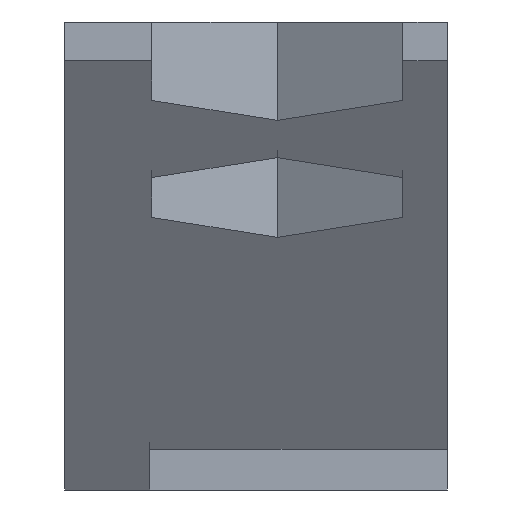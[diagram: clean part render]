
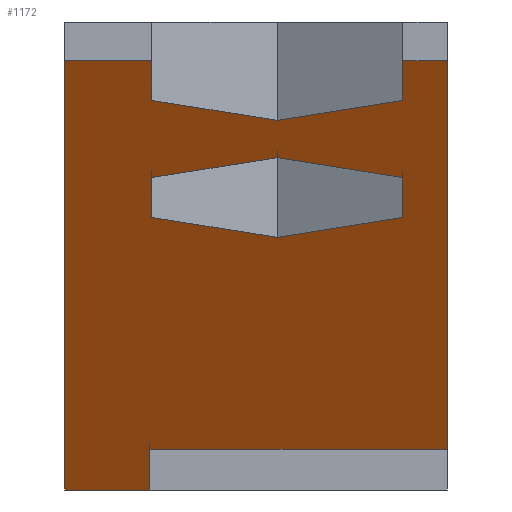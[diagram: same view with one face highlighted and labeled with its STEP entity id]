
A CAD part, left-side view. The second image highlights one B-rep face of the part: STEP entity #1172.
In plain terms, the highlighted planar face has unit normal (-0.265, 0, -0.964).
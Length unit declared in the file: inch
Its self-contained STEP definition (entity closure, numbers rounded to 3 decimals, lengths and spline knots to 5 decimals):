
#59=FACE_BOUND('',#191,.T.);
#110=FACE_OUTER_BOUND('',#190,.T.);
#190=EDGE_LOOP('',(#1017,#1018,#1019,#1020,#1021,#1022,#1023,#1024,#1025,
#1026,#1027));
#191=EDGE_LOOP('',(#1028,#1029,#1030,#1031,#1032,#1033));
#201=LINE('',#1579,#344);
#211=LINE('',#1599,#354);
#213=LINE('',#1603,#356);
#233=LINE('',#1642,#376);
#235=LINE('',#1653,#378);
#240=LINE('',#1663,#383);
#247=LINE('',#1688,#390);
#251=LINE('',#1696,#394);
#254=LINE('',#1702,#397);
#257=LINE('',#1708,#400);
#260=LINE('',#1714,#403);
#263=LINE('',#1719,#406);
#265=LINE('',#1726,#408);
#267=LINE('',#1730,#410);
#269=LINE('',#1734,#412);
#271=LINE('',#1737,#414);
#335=LINE('',#1876,#478);
#344=VECTOR('',#1282,0.3937);
#354=VECTOR('',#1298,0.3937);
#356=VECTOR('',#1302,0.3937);
#376=VECTOR('',#1324,0.3937);
#378=VECTOR('',#1334,0.3937);
#383=VECTOR('',#1341,0.3937);
#390=VECTOR('',#1362,0.3937);
#394=VECTOR('',#1368,0.3937);
#397=VECTOR('',#1373,0.3937);
#400=VECTOR('',#1378,0.3937);
#403=VECTOR('',#1383,0.3937);
#406=VECTOR('',#1388,0.3937);
#408=VECTOR('',#1396,0.3937);
#410=VECTOR('',#1400,0.3937);
#412=VECTOR('',#1404,0.3937);
#414=VECTOR('',#1408,0.3937);
#478=VECTOR('',#1540,0.3937);
#487=VERTEX_POINT('',#1577);
#488=VERTEX_POINT('',#1578);
#495=VERTEX_POINT('',#1598);
#496=VERTEX_POINT('',#1602);
#514=VERTEX_POINT('',#1640);
#518=VERTEX_POINT('',#1650);
#520=VERTEX_POINT('',#1656);
#523=VERTEX_POINT('',#1661);
#533=VERTEX_POINT('',#1686);
#534=VERTEX_POINT('',#1687);
#537=VERTEX_POINT('',#1695);
#539=VERTEX_POINT('',#1701);
#541=VERTEX_POINT('',#1707);
#543=VERTEX_POINT('',#1713);
#546=VERTEX_POINT('',#1725);
#547=VERTEX_POINT('',#1729);
#548=VERTEX_POINT('',#1733);
#593=EDGE_CURVE('',#487,#488,#201,.T.);
#603=EDGE_CURVE('',#488,#495,#211,.T.);
#605=EDGE_CURVE('',#496,#495,#213,.T.);
#625=EDGE_CURVE('',#487,#514,#233,.T.);
#630=EDGE_CURVE('',#518,#514,#235,.T.);
#635=EDGE_CURVE('',#523,#520,#240,.T.);
#647=EDGE_CURVE('',#533,#534,#247,.T.);
#651=EDGE_CURVE('',#534,#537,#251,.T.);
#654=EDGE_CURVE('',#537,#539,#254,.T.);
#657=EDGE_CURVE('',#539,#541,#257,.T.);
#660=EDGE_CURVE('',#543,#533,#260,.T.);
#663=EDGE_CURVE('',#541,#543,#263,.T.);
#666=EDGE_CURVE('',#520,#546,#265,.T.);
#668=EDGE_CURVE('',#546,#547,#267,.T.);
#670=EDGE_CURVE('',#548,#518,#269,.T.);
#672=EDGE_CURVE('',#547,#548,#271,.T.);
#740=EDGE_CURVE('',#523,#496,#335,.T.);
#1017=ORIENTED_EDGE('',*,*,#603,.F.);
#1018=ORIENTED_EDGE('',*,*,#593,.F.);
#1019=ORIENTED_EDGE('',*,*,#625,.T.);
#1020=ORIENTED_EDGE('',*,*,#630,.F.);
#1021=ORIENTED_EDGE('',*,*,#670,.F.);
#1022=ORIENTED_EDGE('',*,*,#672,.F.);
#1023=ORIENTED_EDGE('',*,*,#668,.F.);
#1024=ORIENTED_EDGE('',*,*,#666,.F.);
#1025=ORIENTED_EDGE('',*,*,#635,.F.);
#1026=ORIENTED_EDGE('',*,*,#740,.T.);
#1027=ORIENTED_EDGE('',*,*,#605,.T.);
#1028=ORIENTED_EDGE('',*,*,#657,.F.);
#1029=ORIENTED_EDGE('',*,*,#654,.F.);
#1030=ORIENTED_EDGE('',*,*,#651,.F.);
#1031=ORIENTED_EDGE('',*,*,#647,.F.);
#1032=ORIENTED_EDGE('',*,*,#660,.F.);
#1033=ORIENTED_EDGE('',*,*,#663,.F.);
#1120=PLANE('',#1268);
#1172=ADVANCED_FACE('',(#110,#59),#1120,.T.);
#1268=AXIS2_PLACEMENT_3D('',#1883,#1547,#1548);
#1282=DIRECTION('',(0.,1.,0.));
#1298=DIRECTION('',(0.964,0.,-0.265));
#1302=DIRECTION('',(0.,-1.,0.));
#1324=DIRECTION('',(-0.964,0.,0.265));
#1334=DIRECTION('',(0.,-1.,0.));
#1341=DIRECTION('',(0.,-1.,0.));
#1362=DIRECTION('',(-0.495,0.858,0.136));
#1368=DIRECTION('',(0.495,0.858,-0.136));
#1373=DIRECTION('',(0.964,0.,-0.265));
#1378=DIRECTION('',(0.495,-0.858,-0.136));
#1383=DIRECTION('',(-0.964,0.,0.265));
#1388=DIRECTION('',(-0.495,-0.858,0.136));
#1396=DIRECTION('',(0.964,0.,-0.265));
#1400=DIRECTION('',(0.495,-0.858,-0.136));
#1404=DIRECTION('',(-0.964,0.,0.265));
#1408=DIRECTION('',(-0.495,-0.858,0.136));
#1540=DIRECTION('',(0.964,0.,-0.265));
#1547=DIRECTION('center_axis',(-0.265,0.,-0.964));
#1548=DIRECTION('ref_axis',(-0.964,0.,0.265));
#1577=CARTESIAN_POINT('',(1.43701,0.,-0.39518));
#1578=CARTESIAN_POINT('',(1.43701,0.27559,-0.39518));
#1579=CARTESIAN_POINT('',(1.43701,0.,-0.39518));
#1598=CARTESIAN_POINT('',(1.5748,0.27559,-0.43307));
#1599=CARTESIAN_POINT('',(1.62467,0.27559,-0.44679));
#1602=CARTESIAN_POINT('',(1.5748,0.35433,-0.43307));
#1603=CARTESIAN_POINT('',(1.5748,0.08858,-0.43307));
#1640=CARTESIAN_POINT('',(0.1298,0.,-0.03569));
#1642=CARTESIAN_POINT('',(0.7874,0.,-0.21654));
#1650=CARTESIAN_POINT('',(0.1298,0.04134,-0.03569));
#1653=CARTESIAN_POINT('',(0.1298,0.,-0.03569));
#1656=CARTESIAN_POINT('',(0.1298,0.27362,-0.03569));
#1661=CARTESIAN_POINT('',(0.1298,0.35433,-0.03569));
#1663=CARTESIAN_POINT('',(0.1298,0.,-0.03569));
#1686=CARTESIAN_POINT('',(0.5235,0.04134,-0.14396));
#1687=CARTESIAN_POINT('',(0.45644,0.15748,-0.12552));
#1688=CARTESIAN_POINT('',(0.68076,-0.23105,-0.18721));
#1695=CARTESIAN_POINT('',(0.5235,0.27362,-0.14396));
#1696=CARTESIAN_POINT('',(0.58093,0.3731,-0.15976));
#1701=CARTESIAN_POINT('',(0.65761,0.27362,-0.18084));
#1702=CARTESIAN_POINT('',(1.08611,0.27362,-0.29868));
#1707=CARTESIAN_POINT('',(0.72466,0.15748,-0.19928));
#1708=CARTESIAN_POINT('',(0.84529,-0.05145,-0.23245));
#1713=CARTESIAN_POINT('',(0.65761,0.04134,-0.18084));
#1714=CARTESIAN_POINT('',(1.14845,0.04134,-0.31582));
#1719=CARTESIAN_POINT('',(0.81127,0.30749,-0.2231));
#1725=CARTESIAN_POINT('',(0.2639,0.27362,-0.07257));
#1726=CARTESIAN_POINT('',(0.9031,0.27362,-0.24835));
#1729=CARTESIAN_POINT('',(0.33096,0.15748,-0.09101));
#1730=CARTESIAN_POINT('',(0.50719,-0.14776,-0.13948));
#1733=CARTESIAN_POINT('',(0.2639,0.04134,-0.07257));
#1734=CARTESIAN_POINT('',(0.96544,0.04134,-0.2655));
#1737=CARTESIAN_POINT('',(0.47317,0.4038,-0.13012));
#1876=CARTESIAN_POINT('',(3.79792,0.35433,-1.04443));
#1883=CARTESIAN_POINT('Origin',(1.5748,0.,-0.43307));
